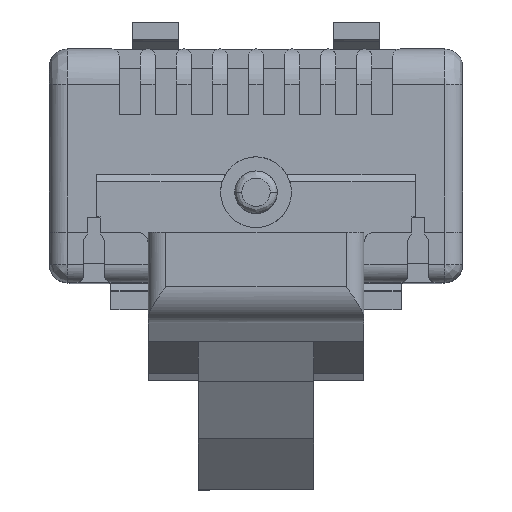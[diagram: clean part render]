
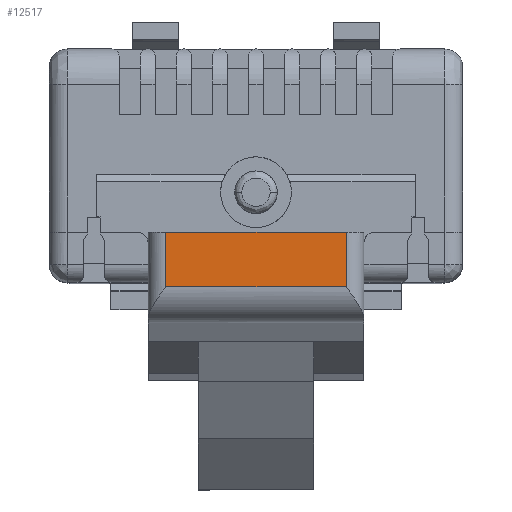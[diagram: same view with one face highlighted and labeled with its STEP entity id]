
A CAD part, top view. The second image highlights one B-rep face of the part: STEP entity #12517.
In plain terms, the highlighted planar face has unit normal (0, 0, 1).
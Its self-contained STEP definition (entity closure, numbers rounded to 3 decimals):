
#55 = VECTOR ( 'NONE', #8001, 1000. ) ;
#64 = CARTESIAN_POINT ( 'NONE',  ( -2.55, -1.88, 1.02 ) ) ;
#482 = EDGE_CURVE ( 'NONE', #3265, #12183, #3219, .T. ) ;
#706 = FACE_OUTER_BOUND ( 'NONE', #7454, .T. ) ;
#764 = VECTOR ( 'NONE', #8495, 1000. ) ;
#1320 = VERTEX_POINT ( 'NONE', #7907 ) ;
#1357 = DIRECTION ( 'NONE',  ( 0., 1., 0. ) ) ;
#1543 = LINE ( 'NONE', #11486, #764 ) ;
#2602 = DIRECTION ( 'NONE',  ( 0., 0., 1. ) ) ;
#3219 = LINE ( 'NONE', #7586, #9360 ) ;
#3221 = PLANE ( 'NONE',  #4826 ) ;
#3265 = VERTEX_POINT ( 'NONE', #4983 ) ;
#3496 = DIRECTION ( 'NONE',  ( 1., 0., 0. ) ) ;
#4016 = ORIENTED_EDGE ( 'NONE', *, *, #482, .F. ) ;
#4303 = CARTESIAN_POINT ( 'NONE',  ( -5.84, -1.88, 1.02 ) ) ;
#4826 = AXIS2_PLACEMENT_3D ( 'NONE', #9177, #2602, #3496 ) ;
#4983 = CARTESIAN_POINT ( 'NONE',  ( 2.55, -3.42, 1.02 ) ) ;
#5198 = VERTEX_POINT ( 'NONE', #64 ) ;
#6114 = EDGE_CURVE ( 'NONE', #5198, #12183, #1543, .T. ) ;
#6185 = CARTESIAN_POINT ( 'NONE',  ( 2.55, -1.88, 1.02 ) ) ;
#7454 = EDGE_LOOP ( 'NONE', ( #9415, #8680, #4016, #9806 ) ) ;
#7586 = CARTESIAN_POINT ( 'NONE',  ( -5.84, -3.42, 1.02 ) ) ;
#7647 = LINE ( 'NONE', #6185, #11634 ) ;
#7907 = CARTESIAN_POINT ( 'NONE',  ( 2.55, -1.88, 1.02 ) ) ;
#8001 = DIRECTION ( 'NONE',  ( 1., 0., 0. ) ) ;
#8036 = CARTESIAN_POINT ( 'NONE',  ( -2.55, -3.42, 1.02 ) ) ;
#8495 = DIRECTION ( 'NONE',  ( 0., -1., 0. ) ) ;
#8680 = ORIENTED_EDGE ( 'NONE', *, *, #6114, .T. ) ;
#8739 = LINE ( 'NONE', #4303, #55 ) ;
#9177 = CARTESIAN_POINT ( 'NONE',  ( -5.84, -1.88, 1.02 ) ) ;
#9360 = VECTOR ( 'NONE', #11581, 1000. ) ;
#9415 = ORIENTED_EDGE ( 'NONE', *, *, #11481, .F. ) ;
#9806 = ORIENTED_EDGE ( 'NONE', *, *, #11888, .T. ) ;
#11481 = EDGE_CURVE ( 'NONE', #5198, #1320, #8739, .T. ) ;
#11486 = CARTESIAN_POINT ( 'NONE',  ( -2.55, -1.88, 1.02 ) ) ;
#11581 = DIRECTION ( 'NONE',  ( -1., 0., 0. ) ) ;
#11634 = VECTOR ( 'NONE', #1357, 1000. ) ;
#11888 = EDGE_CURVE ( 'NONE', #3265, #1320, #7647, .T. ) ;
#12183 = VERTEX_POINT ( 'NONE', #8036 ) ;
#12517 = ADVANCED_FACE ( 'NONE', ( #706 ), #3221, .T. ) ;
